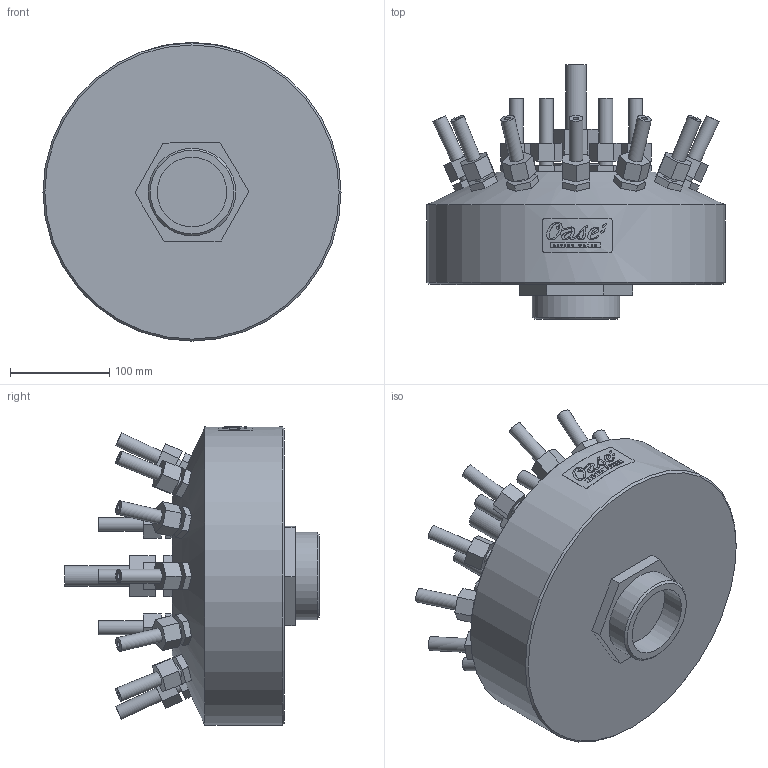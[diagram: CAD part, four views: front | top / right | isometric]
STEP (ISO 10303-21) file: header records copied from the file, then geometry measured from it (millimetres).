
FILE_DESCRIPTION(/* description */ (''),/* implementation_level */ '2;1');
FILE_NAME(/* name */ '50977_ Vulkan 300_überprüft.stp',/* time_stamp */ '2014-09-12T09:00:00+02:00',/* author */ ('guzb562'),/* organization */ (''),/* preprocessor_version */ 'ST-DEVELOPER v15.2',/* originating_system */ 'Autodesk Inventor 2014',/* authorisation */ '7058177,9 mm^3');
FILE_SCHEMA (('AUTOMOTIVE_DESIGN { 1 0 10303 214 3 1 1 }'));
Length unit declared in the file: millimetre
Products named in the file (1): 50977_ Vulkan 300
Bounding box: 300 x 256 x 300.1 mm (x, y, z)
Volume: 7672543.3 mm3; surface area: 371477.7 mm2
Topology: 1 solids, 20 shells, 659 faces, 1519 edges, 1019 vertices
Faces by surface type: plane 473, cylinder 81, bspline 78, cone 27
Full cylindrical faces by diameter (mm): 7 x12, 12.563 x2, 14 x36, 21 x2, 69.939 x1, 87.88 x1, 300 x1
Entity records: 20976 total; most frequent: CARTESIAN_POINT 6857, ORIENTED_EDGE 2824, DIRECTION 2653, EDGE_CURVE 1412, VERTEX_POINT 995, AXIS2_PLACEMENT_3D 895, LINE 863, VECTOR 863
